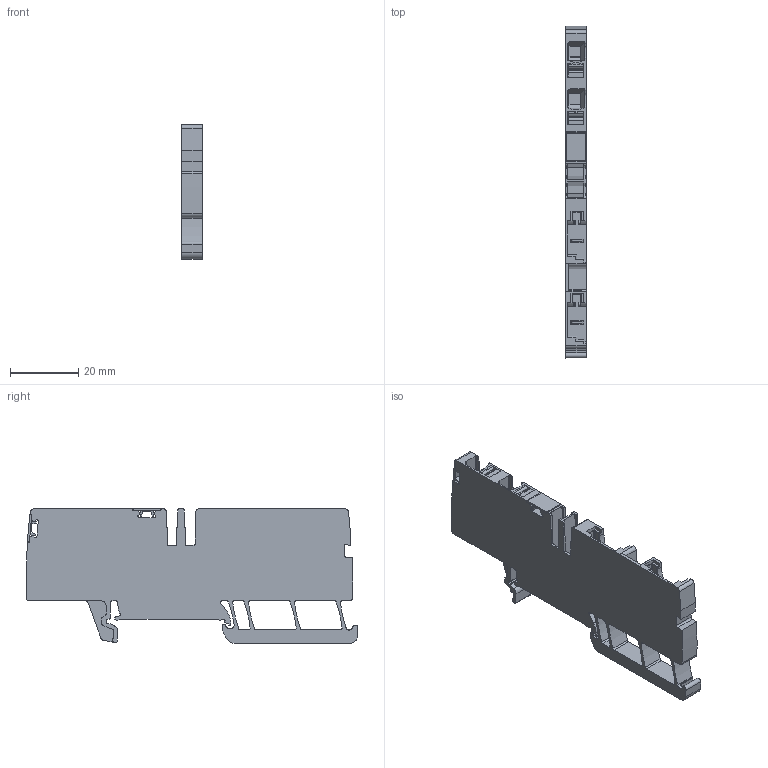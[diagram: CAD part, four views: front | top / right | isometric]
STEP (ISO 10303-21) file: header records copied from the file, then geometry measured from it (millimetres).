
FILE_DESCRIPTION(('CATIA V5R22 STEP214','CAx-IF Rec.Pracs.--- Model Styling and Organization---1.4--- 2014-01-23'),'2;1');
FILE_NAME ('1135698-1_1', '2019-07-10T05:23:24+00:00', ('Weidmueller Interface'), ('Weidmueller'), 'CATIA Version 5-6 Release 2016 SP3 HF44', 'CATIA V5 STEP AP214', 'none');
FILE_SCHEMA(('AUTOMOTIVE_DESIGN { 1 0 10303 214 1 1 1 1 }'));
Length unit declared in the file: millimetre
Products named in the file (1): 2676030000_APGTB_4_FT_4C-2_DL_BL
Bounding box: 6.05 x 97.38 x 39.45 mm (x, y, z)
Volume: 14027.8 mm3; surface area: 11034.8 mm2
Topology: 7 solids, 9 shells, 686 faces, 1958 edges, 1293 vertices
Faces by surface type: plane 389, cylinder 275, torus 11, cone 8, sphere 3
Entity records: 22021 total; most frequent: CARTESIAN_POINT 4527, ORIENTED_EDGE 3910, DIRECTION 3066, EDGE_CURVE 1955, VECTOR 1331, LINE 1331, VERTEX_POINT 1293, AXIS2_PLACEMENT_3D 1128
